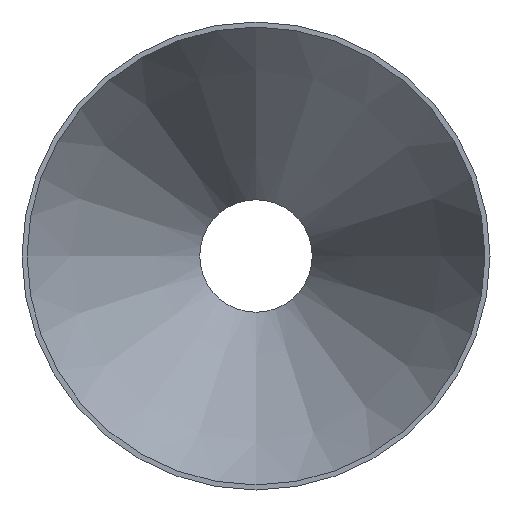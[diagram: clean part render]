
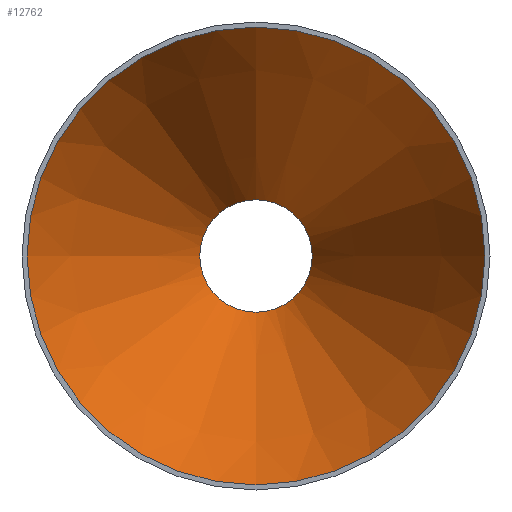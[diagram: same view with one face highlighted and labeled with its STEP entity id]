
A CAD part, front view. The second image highlights one B-rep face of the part: STEP entity #12762.
In plain terms, the highlighted conical face has half-angle 26.565 degrees and reference radius 100.764 mm.
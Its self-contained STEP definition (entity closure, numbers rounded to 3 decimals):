
#1232 = AXIS2_PLACEMENT_3D ( 'NONE', #6612, #24968, #17407 ) ;
#6612 = CARTESIAN_POINT ( 'NONE',  ( 0., 0., 0. ) ) ;
#7083 = AXIS2_PLACEMENT_3D ( 'NONE', #22855, #33321, #20267 ) ;
#9112 = CONICAL_SURFACE ( 'NONE', #25003, 100.764, 0.464 ) ;
#9673 = FACE_OUTER_BOUND ( 'NONE', #26809, .T. ) ;
#10364 = CIRCLE ( 'NONE', #7083, 24.764 ) ;
#10641 = EDGE_CURVE ( 'NONE', #31963, #31963, #10364, .T. ) ;
#12220 = FACE_BOUND ( 'NONE', #17229, .T. ) ;
#12762 = ADVANCED_FACE ( 'NONE', ( #12220, #9673 ), #9112, .F. ) ;
#14532 = CARTESIAN_POINT ( 'NONE',  ( 0., 0., -100.764 ) ) ;
#16396 = ORIENTED_EDGE ( 'NONE', *, *, #24445, .T. ) ;
#17229 = EDGE_LOOP ( 'NONE', ( #33107 ) ) ;
#17407 = DIRECTION ( 'NONE',  ( 0., 0., -1. ) ) ;
#19705 = CARTESIAN_POINT ( 'NONE',  ( 0., 152., -24.764 ) ) ;
#20267 = DIRECTION ( 'NONE',  ( 0., 0., -1. ) ) ;
#20811 = DIRECTION ( 'NONE',  ( 0., 0., -1. ) ) ;
#22855 = CARTESIAN_POINT ( 'NONE',  ( 0., 152., 0. ) ) ;
#23166 = CIRCLE ( 'NONE', #1232, 100.764 ) ;
#23406 = DIRECTION ( 'NONE',  ( 0., -1., 0. ) ) ;
#24445 = EDGE_CURVE ( 'NONE', #30344, #30344, #23166, .T. ) ;
#24968 = DIRECTION ( 'NONE',  ( 0., -1., 0. ) ) ;
#25003 = AXIS2_PLACEMENT_3D ( 'NONE', #33699, #23406, #20811 ) ;
#26809 = EDGE_LOOP ( 'NONE', ( #16396 ) ) ;
#30344 = VERTEX_POINT ( 'NONE', #14532 ) ;
#31963 = VERTEX_POINT ( 'NONE', #19705 ) ;
#33107 = ORIENTED_EDGE ( 'NONE', *, *, #10641, .F. ) ;
#33321 = DIRECTION ( 'NONE',  ( 0., -1., 0. ) ) ;
#33699 = CARTESIAN_POINT ( 'NONE',  ( 0., 0., 0. ) ) ;
